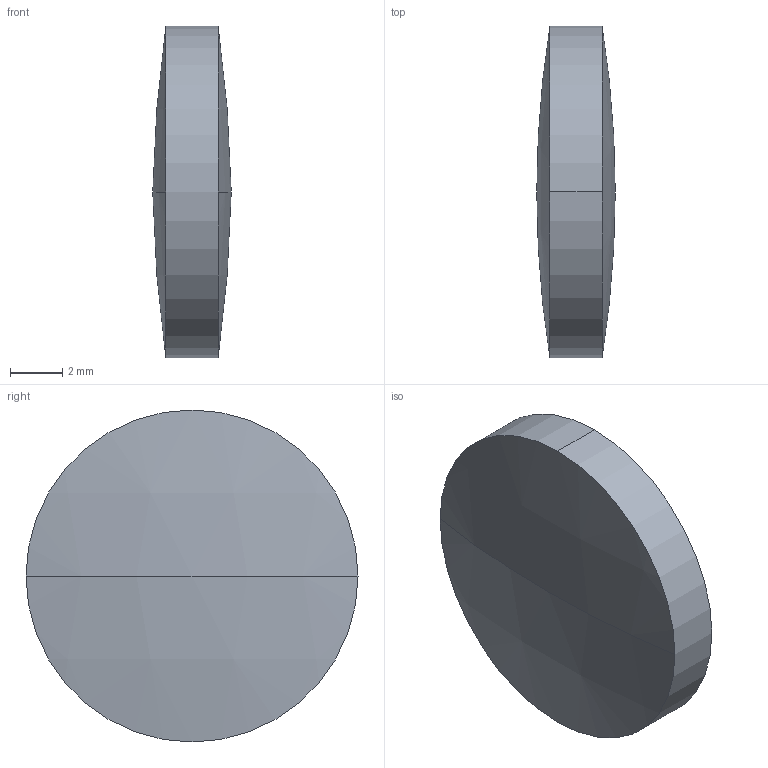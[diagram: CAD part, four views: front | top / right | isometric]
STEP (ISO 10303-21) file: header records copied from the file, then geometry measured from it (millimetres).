
FILE_DESCRIPTION (( 'STEP AP203' ), '1' );
FILE_NAME ('110152.STEP', '2019-07-09T01:30:37', ( '' ), ( '' ), 'SwSTEP 2.0', 'SolidWorks 2016', '' );
FILE_SCHEMA (( 'CONFIG_CONTROL_DESIGN' ));
Length unit declared in the file: millimetre
Products named in the file (2): 110152
Bounding box: 3 x 12.7 x 12.7 mm (x, y, z)
Volume: 316.8 mm3; surface area: 334.7 mm2
Topology: 1 solids, 1 shells, 6 faces, 14 edges, 10 vertices
Faces by surface type: sphere 4, cylinder 2
Entity records: 341 total; most frequent: DIRECTION 42, CARTESIAN_POINT 32, ORIENTED_EDGE 28, AXIS2_PLACEMENT_3D 20, PERSON_AND_ORGANIZATION 16, EDGE_CURVE 14, CIRCLE 12, LOCAL_TIME 10
